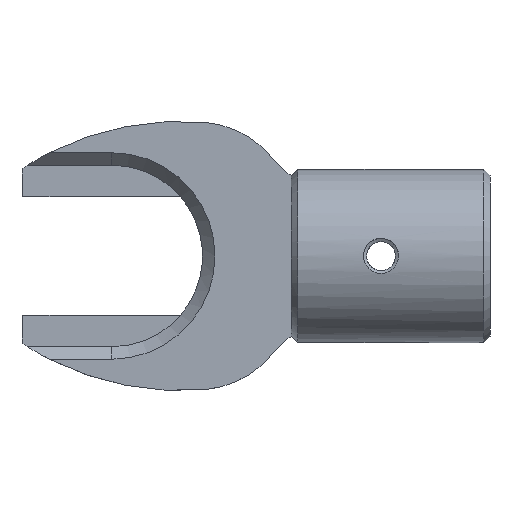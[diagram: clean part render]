
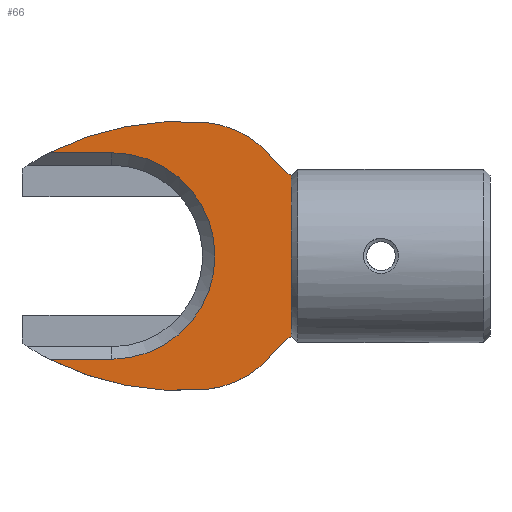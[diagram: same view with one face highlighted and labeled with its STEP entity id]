
A CAD part, top view. The second image highlights one B-rep face of the part: STEP entity #66.
In plain terms, the highlighted planar face has unit normal (0, 0, 1).
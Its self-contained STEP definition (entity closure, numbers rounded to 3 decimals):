
#66 = ADVANCED_FACE( '', ( #167 ), #168, .T. );
#167 = FACE_OUTER_BOUND( '', #315, .T. );
#168 = PLANE( '', #316 );
#315 = EDGE_LOOP( '', ( #457, #458, #459, #460, #461, #462, #463, #464, #465, #466, #467, #468 ) );
#316 = AXIS2_PLACEMENT_3D( '', #469, #470, #471 );
#457 = ORIENTED_EDGE( '', *, *, #814, .F. );
#458 = ORIENTED_EDGE( '', *, *, #815, .F. );
#459 = ORIENTED_EDGE( '', *, *, #816, .F. );
#460 = ORIENTED_EDGE( '', *, *, #817, .F. );
#461 = ORIENTED_EDGE( '', *, *, #818, .F. );
#462 = ORIENTED_EDGE( '', *, *, #819, .F. );
#463 = ORIENTED_EDGE( '', *, *, #820, .F. );
#464 = ORIENTED_EDGE( '', *, *, #821, .T. );
#465 = ORIENTED_EDGE( '', *, *, #822, .T. );
#466 = ORIENTED_EDGE( '', *, *, #823, .T. );
#467 = ORIENTED_EDGE( '', *, *, #824, .F. );
#468 = ORIENTED_EDGE( '', *, *, #825, .F. );
#469 = CARTESIAN_POINT( '', ( 0., 0., 2.5 ) );
#470 = DIRECTION( '', ( 0., 0., 1. ) );
#471 = DIRECTION( '', ( 1., 0., 0. ) );
#814 = EDGE_CURVE( '', #951, #952, #953, .T. );
#815 = EDGE_CURVE( '', #954, #951, #955, .T. );
#816 = EDGE_CURVE( '', #956, #954, #957, .T. );
#817 = EDGE_CURVE( '', #958, #956, #959, .T. );
#818 = EDGE_CURVE( '', #960, #958, #961, .T. );
#819 = EDGE_CURVE( '', #962, #960, #963, .T. );
#820 = EDGE_CURVE( '', #964, #962, #965, .T. );
#821 = EDGE_CURVE( '', #964, #966, #967, .T. );
#822 = EDGE_CURVE( '', #966, #968, #969, .T. );
#823 = EDGE_CURVE( '', #968, #970, #971, .T. );
#824 = EDGE_CURVE( '', #972, #970, #973, .T. );
#825 = EDGE_CURVE( '', #952, #972, #974, .T. );
#951 = VERTEX_POINT( '', #1151 );
#952 = VERTEX_POINT( '', #1152 );
#953 = CIRCLE( '', #1153, 15. );
#954 = VERTEX_POINT( '', #1154 );
#955 = LINE( '', #1155, #1156 );
#956 = VERTEX_POINT( '', #1157 );
#957 = LINE( '', #1158, #1159 );
#958 = VERTEX_POINT( '', #1160 );
#959 = LINE( '', #1161, #1162 );
#960 = VERTEX_POINT( '', #1163 );
#961 = CIRCLE( '', #1164, 15. );
#962 = VERTEX_POINT( '', #1165 );
#963 = CIRCLE( '', #1166, 15.3 );
#964 = VERTEX_POINT( '', #1167 );
#965 = CIRCLE( '', #1168, 44.9 );
#966 = VERTEX_POINT( '', #1169 );
#967 = LINE( '', #1170, #1171 );
#968 = VERTEX_POINT( '', #1172 );
#969 = CIRCLE( '', #1173, 16.1 );
#970 = VERTEX_POINT( '', #1174 );
#971 = LINE( '', #1175, #1176 );
#972 = VERTEX_POINT( '', #1177 );
#973 = CIRCLE( '', #1178, 44.9 );
#974 = CIRCLE( '', #1179, 15.3 );
#1151 = CARTESIAN_POINT( '', ( 28., -12.504, 2.5 ) );
#1152 = CARTESIAN_POINT( '', ( 25.146, -15.212, 2.5 ) );
#1153 = AXIS2_PLACEMENT_3D( '', #1632, #1633, #1634 );
#1154 = CARTESIAN_POINT( '', ( 28., -12.247, 2.5 ) );
#1155 = CARTESIAN_POINT( '', ( 28., 25., 2.5 ) );
#1156 = VECTOR( '', #1635, 1000. );
#1157 = CARTESIAN_POINT( '', ( 28., 12.247, 2.5 ) );
#1158 = CARTESIAN_POINT( '', ( 28., 25., 2.5 ) );
#1159 = VECTOR( '', #1636, 1000. );
#1160 = CARTESIAN_POINT( '', ( 28., 12.504, 2.5 ) );
#1161 = CARTESIAN_POINT( '', ( 28., 25., 2.5 ) );
#1162 = VECTOR( '', #1637, 1000. );
#1163 = CARTESIAN_POINT( '', ( 25.146, 15.212, 2.5 ) );
#1164 = AXIS2_PLACEMENT_3D( '', #1638, #1639, #1640 );
#1165 = CARTESIAN_POINT( '', ( 14.568, 20.833, 2.5 ) );
#1166 = AXIS2_PLACEMENT_3D( '', #1641, #1642, #1643 );
#1167 = CARTESIAN_POINT( '', ( -9.696, 16.1, 2.5 ) );
#1168 = AXIS2_PLACEMENT_3D( '', #1644, #1645, #1646 );
#1169 = CARTESIAN_POINT( '', ( 0., 16.1, 2.5 ) );
#1170 = CARTESIAN_POINT( '', ( -14., 16.1, 2.5 ) );
#1171 = VECTOR( '', #1647, 1000. );
#1172 = CARTESIAN_POINT( '', ( 0., -16.1, 2.5 ) );
#1173 = AXIS2_PLACEMENT_3D( '', #1648, #1649, #1650 );
#1174 = CARTESIAN_POINT( '', ( -9.696, -16.1, 2.5 ) );
#1175 = CARTESIAN_POINT( '', ( 0., -16.1, 2.5 ) );
#1176 = VECTOR( '', #1651, 1000. );
#1177 = CARTESIAN_POINT( '', ( 14.568, -20.833, 2.5 ) );
#1178 = AXIS2_PLACEMENT_3D( '', #1652, #1653, #1654 );
#1179 = AXIS2_PLACEMENT_3D( '', #1655, #1656, #1657 );
#1632 = CARTESIAN_POINT( '', ( 36.808, -24.645, 2.5 ) );
#1633 = DIRECTION( '', ( 0., 0., 1. ) );
#1634 = DIRECTION( '', ( 1., 0., 0. ) );
#1635 = DIRECTION( '', ( 0., -1., 0. ) );
#1636 = DIRECTION( '', ( 0., -1., 0. ) );
#1637 = DIRECTION( '', ( 0., -1., 0. ) );
#1638 = CARTESIAN_POINT( '', ( 36.808, 24.645, 2.5 ) );
#1639 = DIRECTION( '', ( 0., 0., 1. ) );
#1640 = DIRECTION( '', ( 1., 0., 0. ) );
#1641 = CARTESIAN_POINT( '', ( 13.25, 5.59, 2.5 ) );
#1642 = DIRECTION( '', ( 0., 0., -1. ) );
#1643 = DIRECTION( '', ( 1., 0., 0. ) );
#1644 = CARTESIAN_POINT( '', ( 10.7, -23.9, 2.5 ) );
#1645 = DIRECTION( '', ( 0., 0., -1. ) );
#1646 = DIRECTION( '', ( 1., 0., 0. ) );
#1647 = DIRECTION( '', ( 1., 0., 0. ) );
#1648 = CARTESIAN_POINT( '', ( 0., 0., 2.5 ) );
#1649 = DIRECTION( '', ( 0., 0., -1. ) );
#1650 = DIRECTION( '', ( 0., 1., 0. ) );
#1651 = DIRECTION( '', ( -1., 0., 0. ) );
#1652 = CARTESIAN_POINT( '', ( 10.7, 23.9, 2.5 ) );
#1653 = DIRECTION( '', ( 0., 0., -1. ) );
#1654 = DIRECTION( '', ( 1., 0., 0. ) );
#1655 = CARTESIAN_POINT( '', ( 13.25, -5.59, 2.5 ) );
#1656 = DIRECTION( '', ( 0., 0., -1. ) );
#1657 = DIRECTION( '', ( 1., 0., 0. ) );
